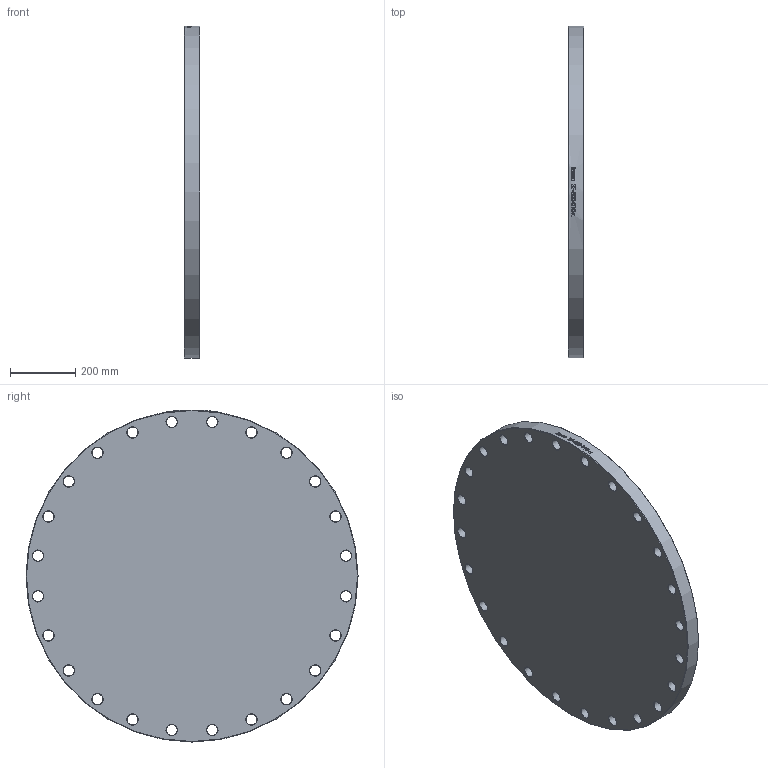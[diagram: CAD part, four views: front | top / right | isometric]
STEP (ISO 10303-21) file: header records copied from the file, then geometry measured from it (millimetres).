
FILE_DESCRIPTION (( 'STEP AP214' ), '1' );
FILE_NAME ('BF-800-010-x Blindflansch PN10 DIN2527 EN1092 2103.STEP', '2021-03-04T15:46:01', ( '' ), ( '' ), 'SwSTEP 2.0', 'SolidWorks 2019', '' );
FILE_SCHEMA (( 'AUTOMOTIVE_DESIGN' ));
Length unit declared in the file: millimetre
Products named in the file (1): BF-800-010-x Blindflansch PN10 DIN2527 EN1092 2103
Bounding box: 48 x 1015 x 1015 mm (x, y, z)
Volume: 37882958.5 mm3; surface area: 1841477.9 mm2
Topology: 1 solids, 1 shells, 103 faces, 359 edges, 284 vertices
Faces by surface type: cylinder 51, cone 50, plane 2
Full cylindrical faces by diameter (mm): 33 x24, 1015 x1
Entity records: 8868 total; most frequent: CARTESIAN_POINT 5908, ORIENTED_EDGE 518, DIRECTION 487, EDGE_CURVE 259, VERTEX_POINT 259, EDGE_LOOP 252, AXIS2_PLACEMENT_3D 233, CIRCLE 129
